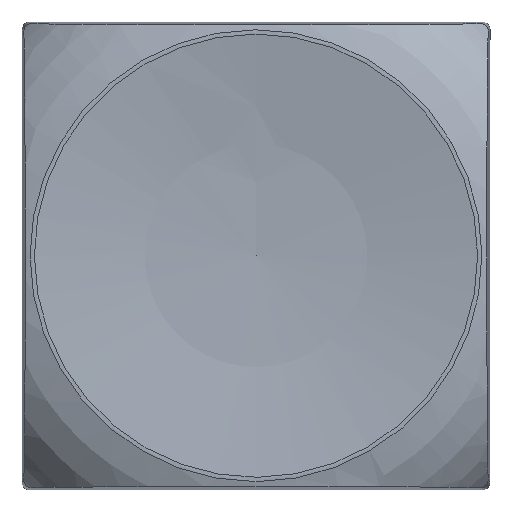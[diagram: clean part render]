
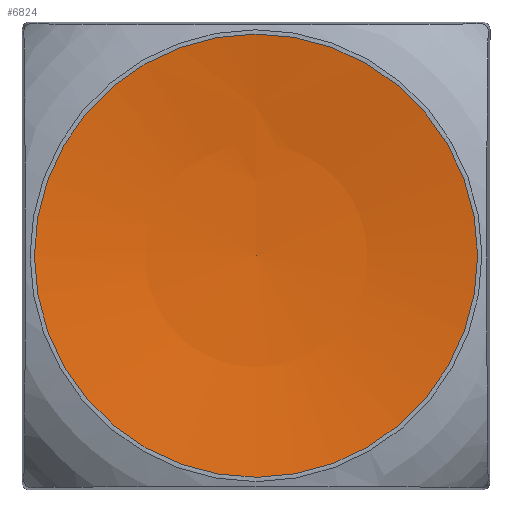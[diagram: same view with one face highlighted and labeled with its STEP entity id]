
A CAD part, top view. The second image highlights one B-rep face of the part: STEP entity #6824.
In plain terms, the highlighted spherical face has radius 21.247 mm.
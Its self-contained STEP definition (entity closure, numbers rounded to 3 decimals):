
#17=SPHERICAL_SURFACE('',#7232,21.247);
#131=CIRCLE('',#7233,3.624);
#132=CIRCLE('',#7234,21.247);
#133=CIRCLE('',#7235,3.624);
#644=FACE_OUTER_BOUND('',#1016,.T.);
#1016=EDGE_LOOP('',(#5301,#5302,#5303,#5304));
#3246=VERTEX_POINT('',#11082);
#3247=VERTEX_POINT('',#11083);
#3248=VERTEX_POINT('',#11085);
#4035=EDGE_CURVE('',#3246,#3247,#131,.T.);
#4036=EDGE_CURVE('',#3247,#3248,#132,.T.);
#4037=EDGE_CURVE('',#3247,#3246,#133,.T.);
#5301=ORIENTED_EDGE('',*,*,#4035,.T.);
#5302=ORIENTED_EDGE('',*,*,#4036,.T.);
#5303=ORIENTED_EDGE('',*,*,#4036,.F.);
#5304=ORIENTED_EDGE('',*,*,#4037,.T.);
#6824=ADVANCED_FACE('',(#644),#17,.F.);
#7232=AXIS2_PLACEMENT_3D('',#11081,#8217,#8218);
#7233=AXIS2_PLACEMENT_3D('',#11084,#8219,#8220);
#7234=AXIS2_PLACEMENT_3D('',#11086,#8221,#8222);
#7235=AXIS2_PLACEMENT_3D('',#11087,#8223,#8224);
#8217=DIRECTION('center_axis',(0.,0.,-1.));
#8218=DIRECTION('ref_axis',(0.,-1.,0.));
#8219=DIRECTION('center_axis',(0.,0.,1.));
#8220=DIRECTION('ref_axis',(-0.005,1.,0.));
#8221=DIRECTION('center_axis',(-1.,0.,0.));
#8222=DIRECTION('ref_axis',(0.,1.,0.));
#8223=DIRECTION('center_axis',(0.,0.,1.));
#8224=DIRECTION('ref_axis',(-0.005,1.,0.));
#11081=CARTESIAN_POINT('Origin',(0.,0.,30.343));
#11082=CARTESIAN_POINT('',(0.019,-3.624,9.407));
#11083=CARTESIAN_POINT('',(0.,3.624,9.407));
#11084=CARTESIAN_POINT('Origin',(0.,0.,9.407));
#11085=CARTESIAN_POINT('',(0.,0.,9.096));
#11086=CARTESIAN_POINT('Origin',(0.,0.,30.343));
#11087=CARTESIAN_POINT('Origin',(0.,0.,9.407));
